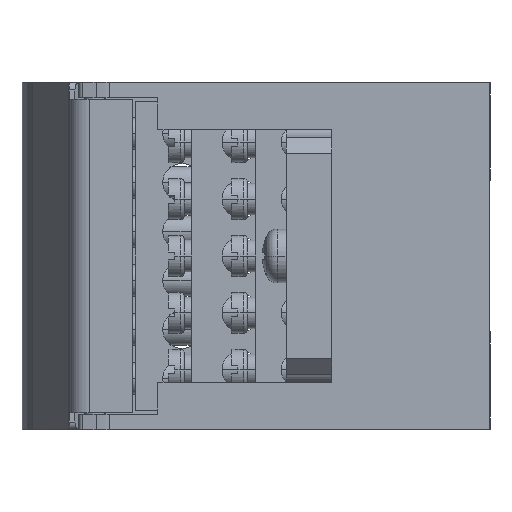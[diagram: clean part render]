
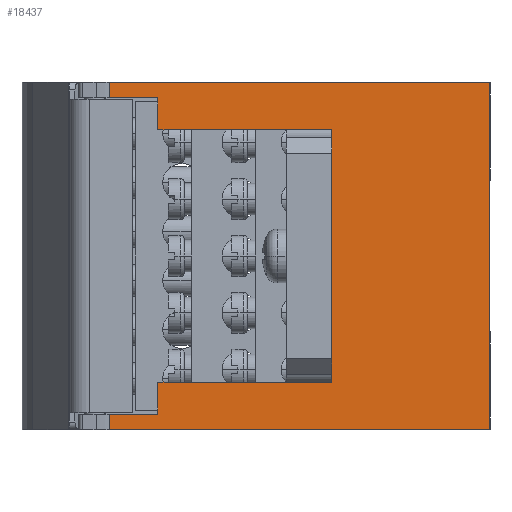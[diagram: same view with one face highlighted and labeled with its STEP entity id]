
A CAD part, left-side view. The second image highlights one B-rep face of the part: STEP entity #18437.
In plain terms, the highlighted planar face has unit normal (-1, 0, 0).
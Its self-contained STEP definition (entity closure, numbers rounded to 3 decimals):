
#1019=DIRECTION('',(0.,0.,-1.));
#1020=VECTOR('',#1019,1.);
#1021=CARTESIAN_POINT('',(-21.,20.,-15.));
#1022=LINE('',#1021,#1020);
#1047=DIRECTION('',(0.,0.,-1.));
#1048=VECTOR('',#1047,1.);
#1049=CARTESIAN_POINT('',(-21.,20.,16.));
#1050=LINE('',#1049,#1048);
#1623=DIRECTION('',(0.,0.,1.));
#1624=VECTOR('',#1623,30.);
#1625=CARTESIAN_POINT('',(-21.,20.,-15.));
#1626=LINE('',#1625,#1624);
#1627=DIRECTION('',(0.,1.,0.));
#1628=VECTOR('',#1627,6.172);
#1629=CARTESIAN_POINT('',(-21.,42.,20.));
#1630=LINE('',#1629,#1628);
#1631=DIRECTION('',(0.,0.,1.));
#1632=VECTOR('',#1631,2.);
#1633=CARTESIAN_POINT('',(-21.,48.172,20.));
#1634=LINE('',#1633,#1632);
#1635=DIRECTION('',(0.,-1.,0.));
#1636=VECTOR('',#1635,48.172);
#1637=CARTESIAN_POINT('',(-21.,48.172,22.));
#1638=LINE('',#1637,#1636);
#1639=DIRECTION('',(0.,0.,-1.));
#1640=VECTOR('',#1639,44.);
#1641=CARTESIAN_POINT('',(-21.,0.,22.));
#1642=LINE('',#1641,#1640);
#1643=DIRECTION('',(0.,1.,0.));
#1644=VECTOR('',#1643,48.172);
#1645=CARTESIAN_POINT('',(-21.,0.,-22.));
#1646=LINE('',#1645,#1644);
#1647=DIRECTION('',(0.,-1.,0.));
#1648=VECTOR('',#1647,6.172);
#1649=CARTESIAN_POINT('',(-21.,48.172,-20.));
#1650=LINE('',#1649,#1648);
#1655=DIRECTION('',(0.,-1.,0.));
#1656=VECTOR('',#1655,22.);
#1657=CARTESIAN_POINT('',(-21.,42.,16.));
#1658=LINE('',#1657,#1656);
#1663=DIRECTION('',(0.,0.,-1.));
#1664=VECTOR('',#1663,4.);
#1665=CARTESIAN_POINT('',(-21.,42.,20.));
#1666=LINE('',#1665,#1664);
#4419=DIRECTION('',(0.,0.,-1.));
#4420=VECTOR('',#4419,2.);
#4421=CARTESIAN_POINT('',(-21.,48.172,-20.));
#4422=LINE('',#4421,#4420);
#4552=DIRECTION('',(0.,0.,-1.));
#4553=VECTOR('',#4552,4.);
#4554=CARTESIAN_POINT('',(-21.,42.,-16.));
#4555=LINE('',#4554,#4553);
#4572=DIRECTION('',(0.,1.,0.));
#4573=VECTOR('',#4572,22.);
#4574=CARTESIAN_POINT('',(-21.,20.,-16.));
#4575=LINE('',#4574,#4573);
#13149=CARTESIAN_POINT('',(-21.,48.172,-22.));
#13150=VERTEX_POINT('',#13149);
#13151=CARTESIAN_POINT('',(-21.,0.,-22.));
#13152=VERTEX_POINT('',#13151);
#13169=CARTESIAN_POINT('',(-21.,0.,22.));
#13170=VERTEX_POINT('',#13169);
#13171=CARTESIAN_POINT('',(-21.,48.172,22.));
#13172=VERTEX_POINT('',#13171);
#13511=CARTESIAN_POINT('',(-21.,48.172,-20.));
#13513=VERTEX_POINT('',#13511);
#13555=CARTESIAN_POINT('',(-21.,48.172,20.));
#13556=VERTEX_POINT('',#13555);
#13558=CARTESIAN_POINT('',(-21.,42.,20.));
#13560=VERTEX_POINT('',#13558);
#13585=CARTESIAN_POINT('',(-21.,42.,-20.));
#13586=VERTEX_POINT('',#13585);
#13587=CARTESIAN_POINT('',(-21.,42.,-16.));
#13588=VERTEX_POINT('',#13587);
#13589=CARTESIAN_POINT('',(-21.,20.,-16.));
#13590=VERTEX_POINT('',#13589);
#13591=CARTESIAN_POINT('',(-21.,42.,16.));
#13592=CARTESIAN_POINT('',(-21.,20.,16.));
#13593=VERTEX_POINT('',#13591);
#13594=VERTEX_POINT('',#13592);
#16083=CARTESIAN_POINT('',(-21.,20.,-15.));
#16084=CARTESIAN_POINT('',(-21.,20.,15.));
#16085=VERTEX_POINT('',#16083);
#16086=VERTEX_POINT('',#16084);
#18405=CARTESIAN_POINT('',(-21.,24.086,0.));
#18406=DIRECTION('',(1.,0.,0.));
#18407=DIRECTION('',(0.,-1.,0.));
#18408=AXIS2_PLACEMENT_3D('',#18405,#18406,#18407);
#18409=PLANE('',#18408);
#18410=ORIENTED_EDGE('',*,*,#18338,.T.);
#18411=ORIENTED_EDGE('',*,*,#17675,.F.);
#18413=ORIENTED_EDGE('',*,*,#18412,.F.);
#18415=ORIENTED_EDGE('',*,*,#18414,.F.);
#18417=ORIENTED_EDGE('',*,*,#18416,.T.);
#18419=ORIENTED_EDGE('',*,*,#18418,.T.);
#18421=ORIENTED_EDGE('',*,*,#18420,.T.);
#18423=ORIENTED_EDGE('',*,*,#18422,.T.);
#18425=ORIENTED_EDGE('',*,*,#18424,.T.);
#18427=ORIENTED_EDGE('',*,*,#18426,.F.);
#18429=ORIENTED_EDGE('',*,*,#18428,.T.);
#18431=ORIENTED_EDGE('',*,*,#18430,.F.);
#18433=ORIENTED_EDGE('',*,*,#18432,.F.);
#18434=ORIENTED_EDGE('',*,*,#17659,.F.);
#18435=EDGE_LOOP('',(#18410,#18411,#18413,#18415,#18417,#18419,#18421,#18423,
#18425,#18427,#18429,#18431,#18433,#18434));
#18436=FACE_OUTER_BOUND('',#18435,.F.);
#17659=EDGE_CURVE('',#16085,#13590,#1022,.T.);
#17675=EDGE_CURVE('',#13594,#16086,#1050,.T.);
#18338=EDGE_CURVE('',#16085,#16086,#1626,.T.);
#18412=EDGE_CURVE('',#13593,#13594,#1658,.T.);
#18414=EDGE_CURVE('',#13560,#13593,#1666,.T.);
#18416=EDGE_CURVE('',#13560,#13556,#1630,.T.);
#18418=EDGE_CURVE('',#13556,#13172,#1634,.T.);
#18420=EDGE_CURVE('',#13172,#13170,#1638,.T.);
#18422=EDGE_CURVE('',#13170,#13152,#1642,.T.);
#18424=EDGE_CURVE('',#13152,#13150,#1646,.T.);
#18426=EDGE_CURVE('',#13513,#13150,#4422,.T.);
#18428=EDGE_CURVE('',#13513,#13586,#1650,.T.);
#18430=EDGE_CURVE('',#13588,#13586,#4555,.T.);
#18432=EDGE_CURVE('',#13590,#13588,#4575,.T.);
#18437=ADVANCED_FACE('',(#18436),#18409,.F.);
